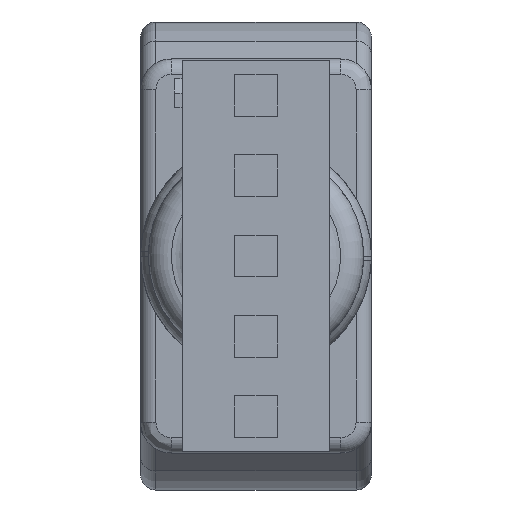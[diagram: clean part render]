
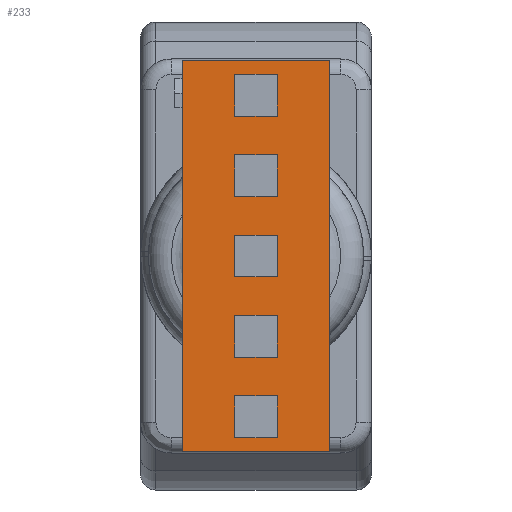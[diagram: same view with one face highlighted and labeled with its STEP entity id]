
A CAD part, front view. The second image highlights one B-rep face of the part: STEP entity #233.
In plain terms, the highlighted planar face has unit normal (0, -1, 0).
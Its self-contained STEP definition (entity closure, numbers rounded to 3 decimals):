
#233=ADVANCED_FACE('',(#813,#814,#815,#816,#817,#818),#819,.T.);
#813=FACE_OUTER_BOUND('',#1571,.T.);
#814=FACE_BOUND('',#1572,.T.);
#815=FACE_BOUND('',#1573,.T.);
#816=FACE_BOUND('',#1574,.T.);
#817=FACE_BOUND('',#1575,.T.);
#818=FACE_BOUND('',#1576,.T.);
#819=PLANE('',#1577);
#1571=EDGE_LOOP('',(#3574,#3575,#3576,#3577));
#1572=EDGE_LOOP('',(#3578,#3579,#3580,#3581));
#1573=EDGE_LOOP('',(#3582,#3583,#3584,#3585));
#1574=EDGE_LOOP('',(#3586,#3587,#3588,#3589));
#1575=EDGE_LOOP('',(#3590,#3591,#3592,#3593));
#1576=EDGE_LOOP('',(#3594,#3595,#3596,#3597));
#1577=AXIS2_PLACEMENT_3D('',#3598,#3599,#3600);
#3574=ORIENTED_EDGE('',*,*,#5476,.T.);
#3575=ORIENTED_EDGE('',*,*,#5447,.T.);
#3576=ORIENTED_EDGE('',*,*,#5445,.T.);
#3577=ORIENTED_EDGE('',*,*,#5443,.T.);
#3578=ORIENTED_EDGE('',*,*,#5477,.F.);
#3579=ORIENTED_EDGE('',*,*,#5478,.F.);
#3580=ORIENTED_EDGE('',*,*,#5479,.F.);
#3581=ORIENTED_EDGE('',*,*,#5480,.F.);
#3582=ORIENTED_EDGE('',*,*,#5481,.F.);
#3583=ORIENTED_EDGE('',*,*,#5482,.F.);
#3584=ORIENTED_EDGE('',*,*,#5483,.F.);
#3585=ORIENTED_EDGE('',*,*,#5484,.F.);
#3586=ORIENTED_EDGE('',*,*,#5485,.F.);
#3587=ORIENTED_EDGE('',*,*,#5486,.F.);
#3588=ORIENTED_EDGE('',*,*,#5487,.F.);
#3589=ORIENTED_EDGE('',*,*,#5488,.F.);
#3590=ORIENTED_EDGE('',*,*,#5489,.F.);
#3591=ORIENTED_EDGE('',*,*,#5490,.F.);
#3592=ORIENTED_EDGE('',*,*,#5491,.F.);
#3593=ORIENTED_EDGE('',*,*,#5492,.F.);
#3594=ORIENTED_EDGE('',*,*,#5493,.F.);
#3595=ORIENTED_EDGE('',*,*,#5494,.F.);
#3596=ORIENTED_EDGE('',*,*,#5495,.F.);
#3597=ORIENTED_EDGE('',*,*,#5496,.F.);
#3598=CARTESIAN_POINT('',(3.75,3.065,0.0));
#3599=DIRECTION('',(0.0,-1.0,0.0));
#3600=DIRECTION('',(0.0,0.0,-1.0));
#5443=EDGE_CURVE('',#6758,#6756,#6759,.T.);
#5445=EDGE_CURVE('',#6761,#6758,#6762,.T.);
#5447=EDGE_CURVE('',#6764,#6761,#6765,.T.);
#5476=EDGE_CURVE('',#6756,#6764,#6821,.T.);
#5477=EDGE_CURVE('',#6822,#6823,#6824,.T.);
#5478=EDGE_CURVE('',#6825,#6822,#6826,.T.);
#5479=EDGE_CURVE('',#6827,#6825,#6828,.T.);
#5480=EDGE_CURVE('',#6823,#6827,#6829,.T.);
#5481=EDGE_CURVE('',#6830,#6831,#6832,.T.);
#5482=EDGE_CURVE('',#6833,#6830,#6834,.T.);
#5483=EDGE_CURVE('',#6835,#6833,#6836,.T.);
#5484=EDGE_CURVE('',#6831,#6835,#6837,.T.);
#5485=EDGE_CURVE('',#6838,#6839,#6840,.T.);
#5486=EDGE_CURVE('',#6841,#6838,#6842,.T.);
#5487=EDGE_CURVE('',#6843,#6841,#6844,.T.);
#5488=EDGE_CURVE('',#6839,#6843,#6845,.T.);
#5489=EDGE_CURVE('',#6846,#6847,#6848,.T.);
#5490=EDGE_CURVE('',#6849,#6846,#6850,.T.);
#5491=EDGE_CURVE('',#6851,#6849,#6852,.T.);
#5492=EDGE_CURVE('',#6847,#6851,#6853,.T.);
#5493=EDGE_CURVE('',#6854,#6855,#6856,.T.);
#5494=EDGE_CURVE('',#6857,#6854,#6858,.T.);
#5495=EDGE_CURVE('',#6859,#6857,#6860,.T.);
#5496=EDGE_CURVE('',#6855,#6859,#6861,.T.);
#6756=VERTEX_POINT('',#8827);
#6758=VERTEX_POINT('',#8830);
#6759=LINE('',#8831,#8832);
#6761=VERTEX_POINT('',#8835);
#6762=LINE('',#8836,#8837);
#6764=VERTEX_POINT('',#8840);
#6765=LINE('',#8841,#8842);
#6821=LINE('',#8926,#8927);
#6822=VERTEX_POINT('',#8928);
#6823=VERTEX_POINT('',#8929);
#6824=LINE('',#8930,#8931);
#6825=VERTEX_POINT('',#8932);
#6826=LINE('',#8933,#8934);
#6827=VERTEX_POINT('',#8935);
#6828=LINE('',#8936,#8937);
#6829=LINE('',#8938,#8939);
#6830=VERTEX_POINT('',#8940);
#6831=VERTEX_POINT('',#8941);
#6832=LINE('',#8942,#8943);
#6833=VERTEX_POINT('',#8944);
#6834=LINE('',#8945,#8946);
#6835=VERTEX_POINT('',#8947);
#6836=LINE('',#8948,#8949);
#6837=LINE('',#8950,#8951);
#6838=VERTEX_POINT('',#8952);
#6839=VERTEX_POINT('',#8953);
#6840=LINE('',#8954,#8955);
#6841=VERTEX_POINT('',#8956);
#6842=LINE('',#8957,#8958);
#6843=VERTEX_POINT('',#8959);
#6844=LINE('',#8960,#8961);
#6845=LINE('',#8962,#8963);
#6846=VERTEX_POINT('',#8964);
#6847=VERTEX_POINT('',#8965);
#6848=LINE('',#8966,#8967);
#6849=VERTEX_POINT('',#8968);
#6850=LINE('',#8969,#8970);
#6851=VERTEX_POINT('',#8971);
#6852=LINE('',#8972,#8973);
#6853=LINE('',#8974,#8975);
#6854=VERTEX_POINT('',#8976);
#6855=VERTEX_POINT('',#8977);
#6856=LINE('',#8978,#8979);
#6857=VERTEX_POINT('',#8980);
#6858=LINE('',#8981,#8982);
#6859=VERTEX_POINT('',#8983);
#6860=LINE('',#8984,#8985);
#6861=LINE('',#8986,#8987);
#8827=CARTESIAN_POINT('',(2.4,3.065,6.35));
#8830=CARTESIAN_POINT('',(2.4,3.065,-6.35));
#8831=CARTESIAN_POINT('',(2.4,3.065,-6.35));
#8832=VECTOR('',#10706,12.7);
#8835=CARTESIAN_POINT('',(-2.4,3.065,-6.35));
#8836=CARTESIAN_POINT('',(-2.4,3.065,-6.35));
#8837=VECTOR('',#10708,4.8);
#8840=CARTESIAN_POINT('',(-2.4,3.065,6.35));
#8841=CARTESIAN_POINT('',(-2.4,3.065,6.35));
#8842=VECTOR('',#10710,12.7);
#8926=CARTESIAN_POINT('',(2.4,3.065,6.35));
#8927=VECTOR('',#10739,4.8);
#8928=CARTESIAN_POINT('',(-0.685,3.065,-5.9));
#8929=CARTESIAN_POINT('',(0.685,3.065,-5.9));
#8930=CARTESIAN_POINT('',(-0.685,3.065,-5.9));
#8931=VECTOR('',#10740,1.37);
#8932=CARTESIAN_POINT('',(-0.685,3.065,-4.54));
#8933=CARTESIAN_POINT('',(-0.685,3.065,-4.54));
#8934=VECTOR('',#10741,1.36);
#8935=CARTESIAN_POINT('',(0.685,3.065,-4.54));
#8936=CARTESIAN_POINT('',(0.685,3.065,-4.54));
#8937=VECTOR('',#10742,1.37);
#8938=CARTESIAN_POINT('',(0.685,3.065,-5.9));
#8939=VECTOR('',#10743,1.36);
#8940=CARTESIAN_POINT('',(-0.685,3.065,-3.29));
#8941=CARTESIAN_POINT('',(0.685,3.065,-3.29));
#8942=CARTESIAN_POINT('',(-0.685,3.065,-3.29));
#8943=VECTOR('',#10744,1.37);
#8944=CARTESIAN_POINT('',(-0.685,3.065,-1.93));
#8945=CARTESIAN_POINT('',(-0.685,3.065,-1.93));
#8946=VECTOR('',#10745,1.36);
#8947=CARTESIAN_POINT('',(0.685,3.065,-1.93));
#8948=CARTESIAN_POINT('',(0.685,3.065,-1.93));
#8949=VECTOR('',#10746,1.37);
#8950=CARTESIAN_POINT('',(0.685,3.065,-3.29));
#8951=VECTOR('',#10747,1.36);
#8952=CARTESIAN_POINT('',(0.685,3.065,4.54));
#8953=CARTESIAN_POINT('',(0.685,3.065,5.9));
#8954=CARTESIAN_POINT('',(0.685,3.065,4.54));
#8955=VECTOR('',#10748,1.36);
#8956=CARTESIAN_POINT('',(-0.685,3.065,4.54));
#8957=CARTESIAN_POINT('',(-0.685,3.065,4.54));
#8958=VECTOR('',#10749,1.37);
#8959=CARTESIAN_POINT('',(-0.685,3.065,5.9));
#8960=CARTESIAN_POINT('',(-0.685,3.065,5.9));
#8961=VECTOR('',#10750,1.36);
#8962=CARTESIAN_POINT('',(0.685,3.065,5.9));
#8963=VECTOR('',#10751,1.37);
#8964=CARTESIAN_POINT('',(0.685,3.065,1.93));
#8965=CARTESIAN_POINT('',(0.685,3.065,3.29));
#8966=CARTESIAN_POINT('',(0.685,3.065,1.93));
#8967=VECTOR('',#10752,1.36);
#8968=CARTESIAN_POINT('',(-0.685,3.065,1.93));
#8969=CARTESIAN_POINT('',(-0.685,3.065,1.93));
#8970=VECTOR('',#10753,1.37);
#8971=CARTESIAN_POINT('',(-0.685,3.065,3.29));
#8972=CARTESIAN_POINT('',(-0.685,3.065,3.29));
#8973=VECTOR('',#10754,1.36);
#8974=CARTESIAN_POINT('',(0.685,3.065,3.29));
#8975=VECTOR('',#10755,1.37);
#8976=CARTESIAN_POINT('',(-0.685,3.065,-0.68));
#8977=CARTESIAN_POINT('',(0.685,3.065,-0.68));
#8978=CARTESIAN_POINT('',(-0.685,3.065,-0.68));
#8979=VECTOR('',#10756,1.37);
#8980=CARTESIAN_POINT('',(-0.685,3.065,0.68));
#8981=CARTESIAN_POINT('',(-0.685,3.065,0.68));
#8982=VECTOR('',#10757,1.36);
#8983=CARTESIAN_POINT('',(0.685,3.065,0.68));
#8984=CARTESIAN_POINT('',(0.685,3.065,0.68));
#8985=VECTOR('',#10758,1.37);
#8986=CARTESIAN_POINT('',(0.685,3.065,-0.68));
#8987=VECTOR('',#10759,1.36);
#10706=DIRECTION('',(0.0,0.0,1.0));
#10708=DIRECTION('',(1.0,0.0,0.0));
#10710=DIRECTION('',(0.0,0.0,-1.0));
#10739=DIRECTION('',(-1.0,0.0,0.0));
#10740=DIRECTION('',(1.0,0.0,0.0));
#10741=DIRECTION('',(0.0,0.0,-1.0));
#10742=DIRECTION('',(-1.0,0.0,0.0));
#10743=DIRECTION('',(0.0,0.0,1.0));
#10744=DIRECTION('',(1.0,0.0,0.0));
#10745=DIRECTION('',(0.0,0.0,-1.0));
#10746=DIRECTION('',(-1.0,0.0,0.0));
#10747=DIRECTION('',(0.0,0.0,1.0));
#10748=DIRECTION('',(0.0,0.0,1.0));
#10749=DIRECTION('',(1.0,0.0,0.0));
#10750=DIRECTION('',(0.0,0.0,-1.0));
#10751=DIRECTION('',(-1.0,0.0,0.0));
#10752=DIRECTION('',(0.0,0.0,1.0));
#10753=DIRECTION('',(1.0,0.0,0.0));
#10754=DIRECTION('',(0.0,0.0,-1.0));
#10755=DIRECTION('',(-1.0,0.0,0.0));
#10756=DIRECTION('',(1.0,0.0,0.0));
#10757=DIRECTION('',(0.0,0.0,-1.0));
#10758=DIRECTION('',(-1.0,0.0,0.0));
#10759=DIRECTION('',(0.0,0.0,1.0));
